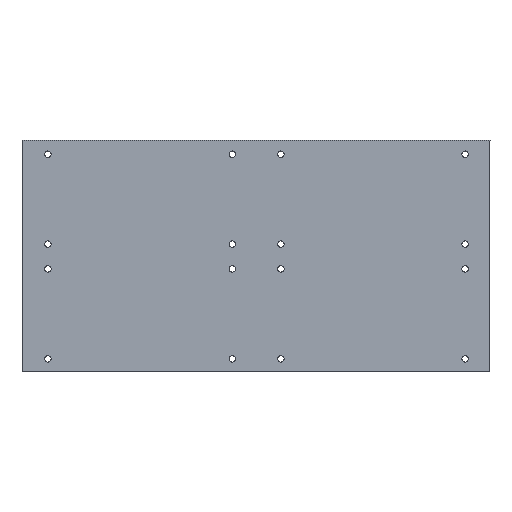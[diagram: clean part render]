
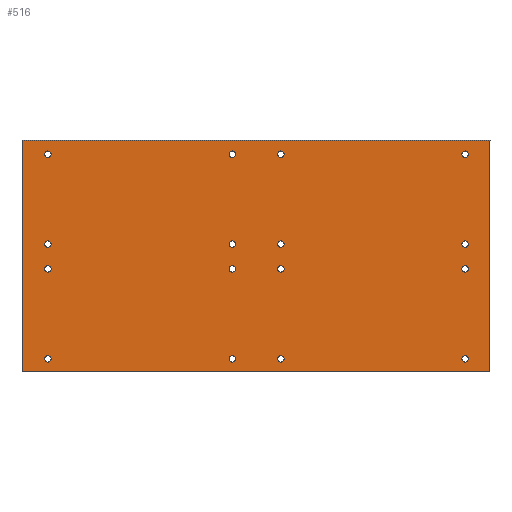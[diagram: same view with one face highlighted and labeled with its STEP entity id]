
A CAD part, front view. The second image highlights one B-rep face of the part: STEP entity #516.
In plain terms, the highlighted planar face has unit normal (0, -1, 0).
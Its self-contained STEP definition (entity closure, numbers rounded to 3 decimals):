
#31=FACE_BOUND('',#119,.T.);
#32=FACE_BOUND('',#120,.T.);
#33=FACE_BOUND('',#121,.T.);
#34=FACE_BOUND('',#122,.T.);
#35=FACE_BOUND('',#123,.T.);
#36=FACE_BOUND('',#124,.T.);
#37=FACE_BOUND('',#125,.T.);
#38=FACE_BOUND('',#126,.T.);
#39=FACE_BOUND('',#127,.T.);
#40=FACE_BOUND('',#128,.T.);
#41=FACE_BOUND('',#129,.T.);
#42=FACE_BOUND('',#130,.T.);
#43=FACE_BOUND('',#131,.T.);
#44=FACE_BOUND('',#132,.T.);
#45=FACE_BOUND('',#133,.T.);
#46=FACE_BOUND('',#134,.T.);
#54=PLANE('',#586);
#78=FACE_OUTER_BOUND('',#118,.T.);
#118=EDGE_LOOP('',(#455,#456,#457,#458,#459,#460));
#119=EDGE_LOOP('',(#461));
#120=EDGE_LOOP('',(#462));
#121=EDGE_LOOP('',(#463));
#122=EDGE_LOOP('',(#464));
#123=EDGE_LOOP('',(#465));
#124=EDGE_LOOP('',(#466));
#125=EDGE_LOOP('',(#467));
#126=EDGE_LOOP('',(#468));
#127=EDGE_LOOP('',(#469));
#128=EDGE_LOOP('',(#470));
#129=EDGE_LOOP('',(#471));
#130=EDGE_LOOP('',(#472));
#131=EDGE_LOOP('',(#473));
#132=EDGE_LOOP('',(#474));
#133=EDGE_LOOP('',(#475));
#134=EDGE_LOOP('',(#476));
#151=LINE('',#835,#185);
#155=LINE('',#843,#189);
#158=LINE('',#849,#192);
#161=LINE('',#855,#195);
#164=LINE('',#861,#198);
#167=LINE('',#866,#201);
#185=VECTOR('',#703,10.);
#189=VECTOR('',#709,10.);
#192=VECTOR('',#714,10.);
#195=VECTOR('',#719,10.);
#198=VECTOR('',#724,10.);
#201=VECTOR('',#729,10.);
#204=CIRCLE('',#533,3.);
#206=CIRCLE('',#536,3.);
#208=CIRCLE('',#539,3.);
#210=CIRCLE('',#542,3.);
#212=CIRCLE('',#545,3.);
#214=CIRCLE('',#548,3.);
#216=CIRCLE('',#551,3.);
#218=CIRCLE('',#554,3.);
#220=CIRCLE('',#557,3.);
#222=CIRCLE('',#560,3.);
#224=CIRCLE('',#563,3.);
#226=CIRCLE('',#566,3.);
#228=CIRCLE('',#569,3.);
#230=CIRCLE('',#572,3.);
#232=CIRCLE('',#575,3.);
#234=CIRCLE('',#578,3.);
#236=VERTEX_POINT('',#739);
#238=VERTEX_POINT('',#745);
#240=VERTEX_POINT('',#751);
#242=VERTEX_POINT('',#757);
#244=VERTEX_POINT('',#763);
#246=VERTEX_POINT('',#769);
#248=VERTEX_POINT('',#775);
#250=VERTEX_POINT('',#781);
#252=VERTEX_POINT('',#787);
#254=VERTEX_POINT('',#793);
#256=VERTEX_POINT('',#799);
#258=VERTEX_POINT('',#805);
#260=VERTEX_POINT('',#811);
#262=VERTEX_POINT('',#817);
#264=VERTEX_POINT('',#823);
#266=VERTEX_POINT('',#829);
#267=VERTEX_POINT('',#833);
#268=VERTEX_POINT('',#834);
#271=VERTEX_POINT('',#842);
#273=VERTEX_POINT('',#848);
#275=VERTEX_POINT('',#854);
#277=VERTEX_POINT('',#860);
#281=EDGE_CURVE('',#236,#236,#204,.T.);
#284=EDGE_CURVE('',#238,#238,#206,.T.);
#287=EDGE_CURVE('',#240,#240,#208,.T.);
#290=EDGE_CURVE('',#242,#242,#210,.T.);
#293=EDGE_CURVE('',#244,#244,#212,.T.);
#296=EDGE_CURVE('',#246,#246,#214,.T.);
#299=EDGE_CURVE('',#248,#248,#216,.T.);
#302=EDGE_CURVE('',#250,#250,#218,.T.);
#305=EDGE_CURVE('',#252,#252,#220,.T.);
#308=EDGE_CURVE('',#254,#254,#222,.T.);
#311=EDGE_CURVE('',#256,#256,#224,.T.);
#314=EDGE_CURVE('',#258,#258,#226,.T.);
#317=EDGE_CURVE('',#260,#260,#228,.T.);
#320=EDGE_CURVE('',#262,#262,#230,.T.);
#323=EDGE_CURVE('',#264,#264,#232,.T.);
#326=EDGE_CURVE('',#266,#266,#234,.T.);
#327=EDGE_CURVE('',#267,#268,#151,.T.);
#331=EDGE_CURVE('',#271,#267,#155,.T.);
#334=EDGE_CURVE('',#273,#271,#158,.T.);
#337=EDGE_CURVE('',#275,#273,#161,.T.);
#340=EDGE_CURVE('',#277,#275,#164,.T.);
#343=EDGE_CURVE('',#268,#277,#167,.T.);
#455=ORIENTED_EDGE('',*,*,#343,.F.);
#456=ORIENTED_EDGE('',*,*,#327,.F.);
#457=ORIENTED_EDGE('',*,*,#331,.F.);
#458=ORIENTED_EDGE('',*,*,#334,.F.);
#459=ORIENTED_EDGE('',*,*,#337,.F.);
#460=ORIENTED_EDGE('',*,*,#340,.F.);
#461=ORIENTED_EDGE('',*,*,#326,.F.);
#462=ORIENTED_EDGE('',*,*,#323,.F.);
#463=ORIENTED_EDGE('',*,*,#320,.F.);
#464=ORIENTED_EDGE('',*,*,#317,.F.);
#465=ORIENTED_EDGE('',*,*,#314,.F.);
#466=ORIENTED_EDGE('',*,*,#311,.F.);
#467=ORIENTED_EDGE('',*,*,#308,.F.);
#468=ORIENTED_EDGE('',*,*,#305,.F.);
#469=ORIENTED_EDGE('',*,*,#302,.F.);
#470=ORIENTED_EDGE('',*,*,#299,.F.);
#471=ORIENTED_EDGE('',*,*,#296,.F.);
#472=ORIENTED_EDGE('',*,*,#293,.F.);
#473=ORIENTED_EDGE('',*,*,#290,.F.);
#474=ORIENTED_EDGE('',*,*,#287,.F.);
#475=ORIENTED_EDGE('',*,*,#284,.F.);
#476=ORIENTED_EDGE('',*,*,#281,.F.);
#516=ADVANCED_FACE('',(#78,#31,#32,#33,#34,#35,#36,#37,#38,#39,#40,#41,
#42,#43,#44,#45,#46),#54,.F.);
#533=AXIS2_PLACEMENT_3D('',#741,#594,#595);
#536=AXIS2_PLACEMENT_3D('',#747,#601,#602);
#539=AXIS2_PLACEMENT_3D('',#753,#608,#609);
#542=AXIS2_PLACEMENT_3D('',#759,#615,#616);
#545=AXIS2_PLACEMENT_3D('',#765,#622,#623);
#548=AXIS2_PLACEMENT_3D('',#771,#629,#630);
#551=AXIS2_PLACEMENT_3D('',#777,#636,#637);
#554=AXIS2_PLACEMENT_3D('',#783,#643,#644);
#557=AXIS2_PLACEMENT_3D('',#789,#650,#651);
#560=AXIS2_PLACEMENT_3D('',#795,#657,#658);
#563=AXIS2_PLACEMENT_3D('',#801,#664,#665);
#566=AXIS2_PLACEMENT_3D('',#807,#671,#672);
#569=AXIS2_PLACEMENT_3D('',#813,#678,#679);
#572=AXIS2_PLACEMENT_3D('',#819,#685,#686);
#575=AXIS2_PLACEMENT_3D('',#825,#692,#693);
#578=AXIS2_PLACEMENT_3D('',#831,#699,#700);
#586=AXIS2_PLACEMENT_3D('',#869,#733,#734);
#594=DIRECTION('center_axis',(0.,-1.,0.));
#595=DIRECTION('ref_axis',(1.,0.,0.));
#601=DIRECTION('center_axis',(0.,-1.,0.));
#602=DIRECTION('ref_axis',(1.,0.,0.));
#608=DIRECTION('center_axis',(0.,-1.,0.));
#609=DIRECTION('ref_axis',(1.,0.,0.));
#615=DIRECTION('center_axis',(0.,-1.,0.));
#616=DIRECTION('ref_axis',(1.,0.,0.));
#622=DIRECTION('center_axis',(0.,-1.,0.));
#623=DIRECTION('ref_axis',(1.,0.,0.));
#629=DIRECTION('center_axis',(0.,-1.,0.));
#630=DIRECTION('ref_axis',(1.,0.,0.));
#636=DIRECTION('center_axis',(0.,-1.,0.));
#637=DIRECTION('ref_axis',(1.,0.,0.));
#643=DIRECTION('center_axis',(0.,-1.,0.));
#644=DIRECTION('ref_axis',(1.,0.,0.));
#650=DIRECTION('center_axis',(0.,-1.,0.));
#651=DIRECTION('ref_axis',(1.,0.,0.));
#657=DIRECTION('center_axis',(0.,-1.,0.));
#658=DIRECTION('ref_axis',(1.,0.,0.));
#664=DIRECTION('center_axis',(0.,-1.,0.));
#665=DIRECTION('ref_axis',(1.,0.,0.));
#671=DIRECTION('center_axis',(0.,-1.,0.));
#672=DIRECTION('ref_axis',(1.,0.,0.));
#678=DIRECTION('center_axis',(0.,-1.,0.));
#679=DIRECTION('ref_axis',(1.,0.,0.));
#685=DIRECTION('center_axis',(0.,-1.,0.));
#686=DIRECTION('ref_axis',(1.,0.,0.));
#692=DIRECTION('center_axis',(0.,-1.,0.));
#693=DIRECTION('ref_axis',(1.,0.,0.));
#699=DIRECTION('center_axis',(0.,-1.,0.));
#700=DIRECTION('ref_axis',(1.,0.,0.));
#703=DIRECTION('',(1.,0.,0.));
#709=DIRECTION('',(0.,0.,1.));
#714=DIRECTION('',(0.,0.,1.));
#719=DIRECTION('',(-1.,0.,0.));
#724=DIRECTION('',(0.,0.,-1.));
#729=DIRECTION('',(0.,0.,-1.));
#733=DIRECTION('center_axis',(0.,1.,0.));
#734=DIRECTION('ref_axis',(1.,0.,0.));
#739=CARTESIAN_POINT('',(235.9,0.,-95.363));
#741=CARTESIAN_POINT('Origin',(238.9,0.,-95.363));
#745=CARTESIAN_POINT('',(406.8,0.,-95.363));
#747=CARTESIAN_POINT('Origin',(409.8,0.,-95.363));
#751=CARTESIAN_POINT('',(235.9,0.,-118.363));
#753=CARTESIAN_POINT('Origin',(238.9,0.,-118.363));
#757=CARTESIAN_POINT('',(406.8,0.,-118.363));
#759=CARTESIAN_POINT('Origin',(409.8,0.,-118.363));
#763=CARTESIAN_POINT('',(190.9,0.,-118.363));
#765=CARTESIAN_POINT('Origin',(193.9,0.,-118.363));
#769=CARTESIAN_POINT('',(20.,0.,-95.363));
#771=CARTESIAN_POINT('Origin',(23.,0.,-95.363));
#775=CARTESIAN_POINT('',(235.9,0.,-201.726));
#777=CARTESIAN_POINT('Origin',(238.9,0.,-201.726));
#781=CARTESIAN_POINT('',(20.,0.,-12.));
#783=CARTESIAN_POINT('Origin',(23.,0.,-12.));
#787=CARTESIAN_POINT('',(20.,0.,-118.363));
#789=CARTESIAN_POINT('Origin',(23.,0.,-118.363));
#793=CARTESIAN_POINT('',(20.,0.,-201.726));
#795=CARTESIAN_POINT('Origin',(23.,0.,-201.726));
#799=CARTESIAN_POINT('',(406.8,0.,-12.));
#801=CARTESIAN_POINT('Origin',(409.8,0.,-12.));
#805=CARTESIAN_POINT('',(190.9,0.,-201.726));
#807=CARTESIAN_POINT('Origin',(193.9,0.,-201.726));
#811=CARTESIAN_POINT('',(190.9,0.,-95.363));
#813=CARTESIAN_POINT('Origin',(193.9,0.,-95.363));
#817=CARTESIAN_POINT('',(190.9,0.,-12.));
#819=CARTESIAN_POINT('Origin',(193.9,0.,-12.));
#823=CARTESIAN_POINT('',(235.9,0.,-12.));
#825=CARTESIAN_POINT('Origin',(238.9,0.,-12.));
#829=CARTESIAN_POINT('',(406.8,0.,-201.726));
#831=CARTESIAN_POINT('Origin',(409.8,0.,-201.726));
#833=CARTESIAN_POINT('',(-1.,0.,1.));
#834=CARTESIAN_POINT('',(432.8,0.,1.));
#835=CARTESIAN_POINT('',(-1.,0.,1.));
#842=CARTESIAN_POINT('',(-1.,0.,-91.837));
#843=CARTESIAN_POINT('',(-1.,0.,-91.837));
#848=CARTESIAN_POINT('',(-1.,0.,-213.726));
#849=CARTESIAN_POINT('',(-1.,0.,-213.726));
#854=CARTESIAN_POINT('',(432.8,0.,-213.726));
#855=CARTESIAN_POINT('',(432.8,0.,-213.726));
#860=CARTESIAN_POINT('',(432.8,0.,-116.875));
#861=CARTESIAN_POINT('',(432.8,0.,-116.875));
#866=CARTESIAN_POINT('',(432.8,0.,1.));
#869=CARTESIAN_POINT('Origin',(215.9,0.,-106.363));
